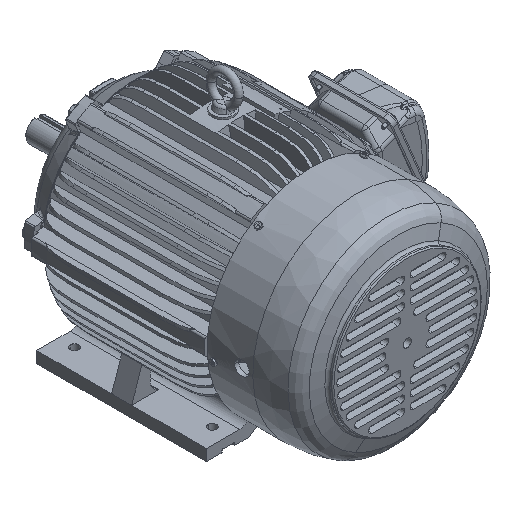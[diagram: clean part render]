
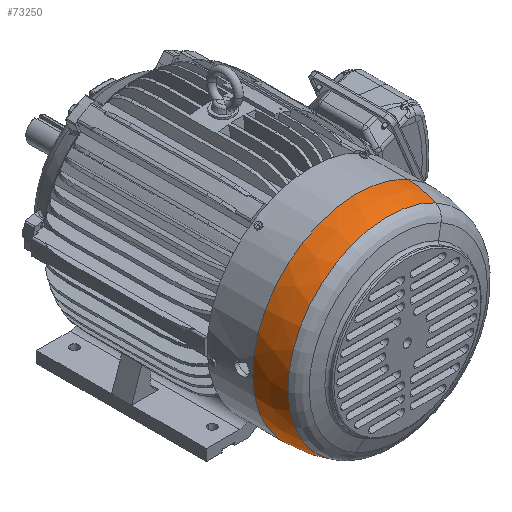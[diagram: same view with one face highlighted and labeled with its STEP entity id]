
A CAD part, isometric view. The second image highlights one B-rep face of the part: STEP entity #73250.
In plain terms, the highlighted spherical face has radius 182.75 mm.
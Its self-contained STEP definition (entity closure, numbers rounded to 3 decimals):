
#73163=CARTESIAN_POINT('Axis2P3D Location',(0.,-288.018,0.)) ;
#73167=CARTESIAN_POINT('Vertex',(-83.774,-288.018,-153.347)) ;
#73169=CARTESIAN_POINT('Vertex',(83.774,-288.018,153.347)) ;
#73220=CARTESIAN_POINT('Axis2P3D Location',(0.,-234.5,0.)) ;
#73225=CARTESIAN_POINT('Axis2P3D Location',(0.,-234.5,0.)) ;
#73229=CARTESIAN_POINT('Vertex',(-87.615,-234.5,-160.378)) ;
#73231=CARTESIAN_POINT('Vertex',(87.615,-234.5,160.378)) ;
#73234=CARTESIAN_POINT('Axis2P3D Location',(0.,-234.5,0.)) ;
#73239=CARTESIAN_POINT('Axis2P3D Location',(0.,-234.5,0.)) ;
#73164=DIRECTION('Axis2P3D Direction',(0.,1.,0.)) ;
#73221=DIRECTION('Axis2P3D Direction',(0.,1.,0.)) ;
#73222=DIRECTION('Axis2P3D XDirection',(0.479,0.,0.878)) ;
#73226=DIRECTION('Axis2P3D Direction',(0.,1.,0.)) ;
#73235=DIRECTION('Axis2P3D Direction',(0.878,0.,-0.479)) ;
#73240=DIRECTION('Axis2P3D Direction',(-0.878,0.,0.479)) ;
#73165=AXIS2_PLACEMENT_3D('Circle Axis2P3D',#73163,#73164,$) ;
#73223=AXIS2_PLACEMENT_3D('Sphere Axis2P3D',#73220,#73221,#73222) ;
#73227=AXIS2_PLACEMENT_3D('Circle Axis2P3D',#73225,#73226,$) ;
#73236=AXIS2_PLACEMENT_3D('Circle Axis2P3D',#73234,#73235,$) ;
#73241=AXIS2_PLACEMENT_3D('Circle Axis2P3D',#73239,#73240,$) ;
#73245=ORIENTED_EDGE('',*,*,#73233,.F.) ;
#73246=ORIENTED_EDGE('',*,*,#73238,.T.) ;
#73247=ORIENTED_EDGE('',*,*,#73171,.T.) ;
#73248=ORIENTED_EDGE('',*,*,#73243,.F.) ;
#73250=ADVANCED_FACE('31407C366.1',(#73249),#73224,.T.) ;
#73166=CIRCLE('generated circle',#73165,174.738) ;
#73228=CIRCLE('generated circle',#73227,182.75) ;
#73237=CIRCLE('generated circle',#73236,182.75) ;
#73242=CIRCLE('generated circle',#73241,182.75) ;
#73171=EDGE_CURVE('',#73168,#73170,#73166,.T.) ;
#73233=EDGE_CURVE('',#73230,#73232,#73228,.T.) ;
#73238=EDGE_CURVE('',#73230,#73168,#73237,.F.) ;
#73243=EDGE_CURVE('',#73232,#73170,#73242,.F.) ;
#73244=EDGE_LOOP('',(#73245,#73246,#73247,#73248)) ;
#73249=FACE_OUTER_BOUND('',#73244,.T.) ;
#73224=SPHERICAL_SURFACE('',#73223,182.75) ;
#73168=VERTEX_POINT('',#73167) ;
#73170=VERTEX_POINT('',#73169) ;
#73230=VERTEX_POINT('',#73229) ;
#73232=VERTEX_POINT('',#73231) ;
